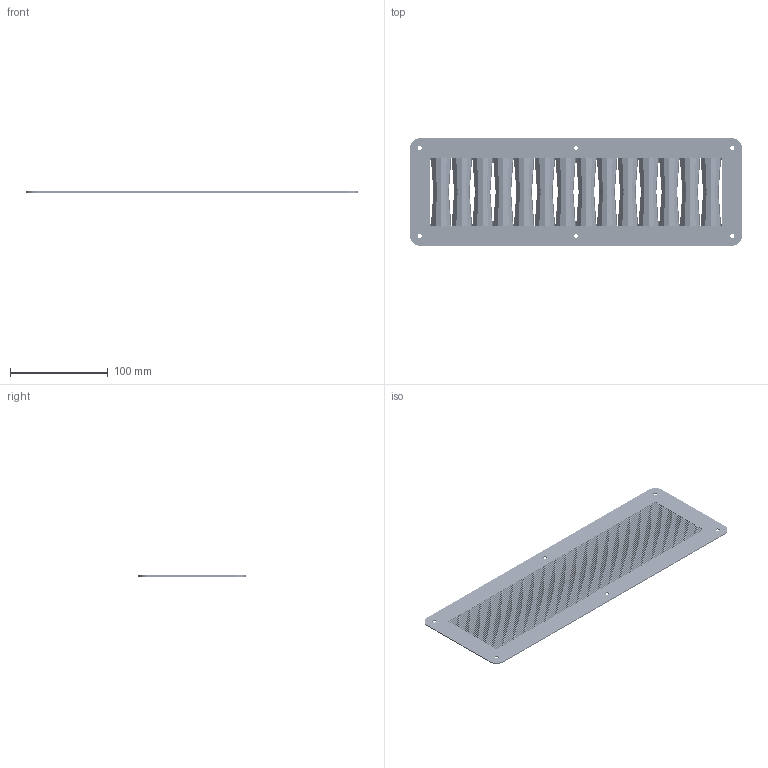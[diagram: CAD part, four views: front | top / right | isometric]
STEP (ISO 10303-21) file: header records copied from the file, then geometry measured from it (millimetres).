
FILE_DESCRIPTION(/* description */ (''),/* implementation_level */ '2;1');
FILE_NAME(/* name */ 'Brush Entry_-01.ipt.step',/* time_stamp */ '2022-11-29T08:32:54+01:00',/* author */ ('diederichbenedict'),/* organization */ (''),/* preprocessor_version */ 'ST-DEVELOPER v18.1',/* originating_system */ 'Autodesk Inventor 2022',/* authorisation */ '');
FILE_SCHEMA (('AUTOMOTIVE_DESIGN { 1 0 10303 214 3 1 1 }'));
Length unit declared in the file: millimetre
Products named in the file (1): Brush Entry_-01
Bounding box: 340 x 110 x 1.2 mm (x, y, z)
Volume: 25873 mm3; surface area: 92182.2 mm2
Topology: 1 solids, 1 shells, 1222 faces, 5458 edges, 3038 vertices
Faces by surface type: cone 1200, plane 12, cylinder 10
Full cylindrical faces by diameter (mm): 4.2 x6
Entity records: 59573 total; most frequent: DIRECTION 12124, ORIENTED_EDGE 10916, CARTESIAN_POINT 9719, EDGE_CURVE 5458, AXIS2_PLACEMENT_3D 5443, CIRCLE 4220, VERTEX_POINT 3038, LINE 1238
